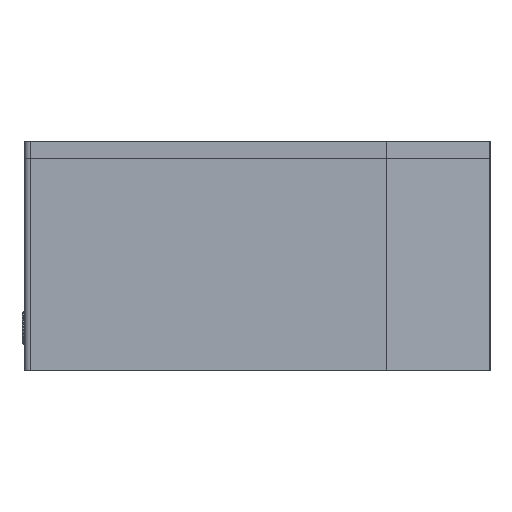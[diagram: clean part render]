
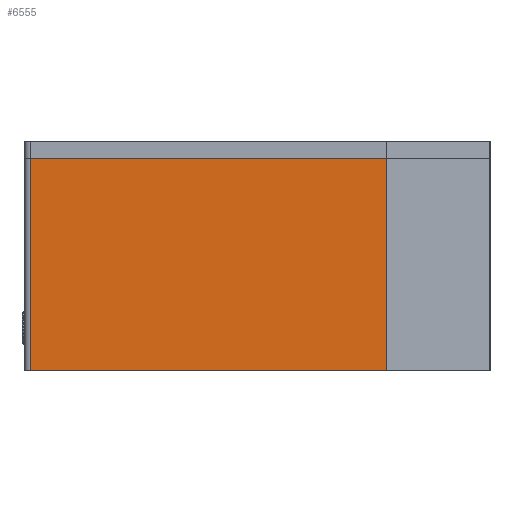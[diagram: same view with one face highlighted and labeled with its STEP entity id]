
A CAD part, left-side view. The second image highlights one B-rep face of the part: STEP entity #6555.
In plain terms, the highlighted planar face has unit normal (-1, 0, 0).
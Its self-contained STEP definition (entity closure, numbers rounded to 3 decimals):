
#5292 = VERTEX_POINT ( 'NONE', #13422 ) ;
#6141 = VERTEX_POINT ( 'NONE', #14460 ) ;
#6145 = EDGE_CURVE ( 'NONE', #6141, #6146, #14440, .T. ) ;
#6146 = VERTEX_POINT ( 'NONE', #14473 ) ;
#6448 = EDGE_CURVE ( 'NONE', #6141, #5292, #14806, .T. ) ;
#6476 = VERTEX_POINT ( 'NONE', #14889 ) ;
#6481 = EDGE_CURVE ( 'NONE', #5292, #6476, #14723, .T. ) ;
#6555 = ADVANCED_FACE ( 'NONE', ( #14871 ), #14870, .F. ) ;
#6557 = EDGE_LOOP ( 'NONE', ( #6560, #6563, #6568, #6572 ) ) ;
#6560 = ORIENTED_EDGE ( 'NONE', *, *, #6481, .T. ) ;
#6563 = ORIENTED_EDGE ( 'NONE', *, *, #6565, .F. ) ;
#6565 = EDGE_CURVE ( 'NONE', #6146, #6476, #14753, .T. ) ;
#6568 = ORIENTED_EDGE ( 'NONE', *, *, #6145, .F. ) ;
#6572 = ORIENTED_EDGE ( 'NONE', *, *, #6448, .T. ) ;
#13422 = CARTESIAN_POINT ( 'NONE',  ( -28.5, 60., 0. ) ) ;
#14432 = CARTESIAN_POINT ( 'NONE',  ( -28.5, 60., 18.5 ) ) ;
#14433 = VECTOR ( 'NONE', #14474, 1000. ) ;
#14440 = LINE ( 'NONE', #14432, #14433 ) ;
#14460 = CARTESIAN_POINT ( 'NONE',  ( -28.5, 60., 18.5 ) ) ;
#14473 = CARTESIAN_POINT ( 'NONE',  ( -28.5, 29., 18.5 ) ) ;
#14474 = DIRECTION ( 'NONE',  ( 0., -1., 0. ) ) ;
#14723 = LINE ( 'NONE', #14847, #14756 ) ;
#14726 = DIRECTION ( 'NONE',  ( 0., 0., -1. ) ) ;
#14745 = DIRECTION ( 'NONE',  ( 0., 0., -1. ) ) ;
#14746 = VECTOR ( 'NONE', #14745, 1000. ) ;
#14747 = CARTESIAN_POINT ( 'NONE',  ( -28.5, 29., 18.5 ) ) ;
#14753 = LINE ( 'NONE', #14747, #14746 ) ;
#14756 = VECTOR ( 'NONE', #14846, 1000. ) ;
#14795 = CARTESIAN_POINT ( 'NONE',  ( -28.5, 60., 18.5 ) ) ;
#14796 = VECTOR ( 'NONE', #14726, 1000. ) ;
#14806 = LINE ( 'NONE', #14795, #14796 ) ;
#14846 = DIRECTION ( 'NONE',  ( 0., -1., 0. ) ) ;
#14847 = CARTESIAN_POINT ( 'NONE',  ( -28.5, 60., 0. ) ) ;
#14866 = DIRECTION ( 'NONE',  ( 0., 1., 0. ) ) ;
#14867 = DIRECTION ( 'NONE',  ( 1., 0., 0. ) ) ;
#14868 = CARTESIAN_POINT ( 'NONE',  ( -28.5, 60., 18.5 ) ) ;
#14869 = AXIS2_PLACEMENT_3D ( 'NONE', #14868, #14867, #14866 ) ;
#14870 = PLANE ( 'NONE',  #14869 ) ;
#14871 = FACE_OUTER_BOUND ( 'NONE', #6557, .T. ) ;
#14889 = CARTESIAN_POINT ( 'NONE',  ( -28.5, 29., 0. ) ) ;
